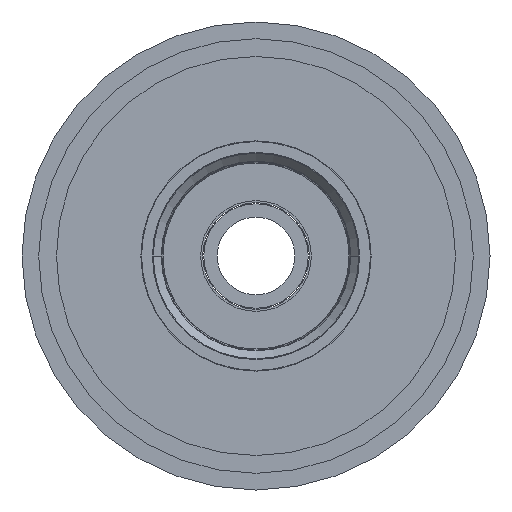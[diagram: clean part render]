
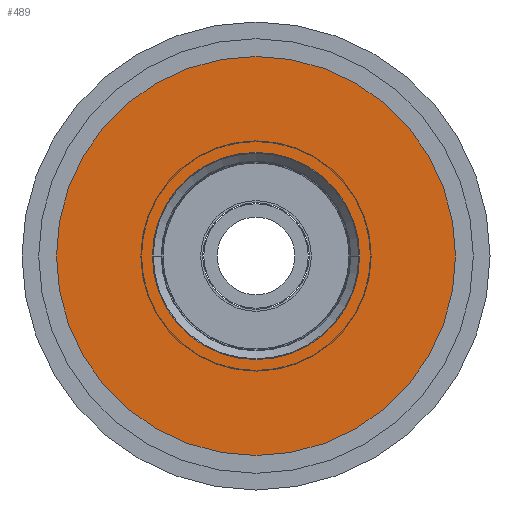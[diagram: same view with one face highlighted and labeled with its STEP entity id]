
A CAD part, front view. The second image highlights one B-rep face of the part: STEP entity #489.
In plain terms, the highlighted face is planar.
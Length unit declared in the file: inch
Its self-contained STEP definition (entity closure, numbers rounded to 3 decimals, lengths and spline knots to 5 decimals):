
#426 = VERTEX_POINT ( 'NONE', #1359 ) ;
#489 = ADVANCED_FACE ( 'NONE', ( #1527, #1526 ), #1569, .T. ) ;
#490 = EDGE_LOOP ( 'NONE', ( #491, #492 ) ) ;
#491 = ORIENTED_EDGE ( 'NONE', *, *, #817, .F. ) ;
#492 = ORIENTED_EDGE ( 'NONE', *, *, #745, .F. ) ;
#493 = EDGE_LOOP ( 'NONE', ( #494, #495 ) ) ;
#494 = ORIENTED_EDGE ( 'NONE', *, *, #650, .T. ) ;
#495 = ORIENTED_EDGE ( 'NONE', *, *, #573, .T. ) ;
#573 = EDGE_CURVE ( 'NONE', #426, #574, #1622, .T. ) ;
#574 = VERTEX_POINT ( 'NONE', #1805 ) ;
#618 = VERTEX_POINT ( 'NONE', #1694 ) ;
#650 = EDGE_CURVE ( 'NONE', #574, #426, #1845, .T. ) ;
#743 = VERTEX_POINT ( 'NONE', #1892 ) ;
#745 = EDGE_CURVE ( 'NONE', #743, #618, #1890, .T. ) ;
#817 = EDGE_CURVE ( 'NONE', #618, #743, #2075, .T. ) ;
#1359 = CARTESIAN_POINT ( 'NONE',  ( 0.4975, 0., 0.125 ) ) ;
#1430 = DIRECTION ( 'NONE',  ( 0., 0., 1. ) ) ;
#1476 = DIRECTION ( 'NONE',  ( 1., 0., 0. ) ) ;
#1526 = FACE_OUTER_BOUND ( 'NONE', #493, .T. ) ;
#1527 = FACE_BOUND ( 'NONE', #490, .T. ) ;
#1558 = DIRECTION ( 'NONE',  ( 1., 0., 0. ) ) ;
#1559 = DIRECTION ( 'NONE',  ( 0., 0., 1. ) ) ;
#1560 = CARTESIAN_POINT ( 'NONE',  ( 0., 0., 0.125 ) ) ;
#1561 = AXIS2_PLACEMENT_3D ( 'NONE', #1560, #1559, #1558 ) ;
#1569 = PLANE ( 'NONE',  #1561 ) ;
#1615 = CARTESIAN_POINT ( 'NONE',  ( 0., 0., 0.125 ) ) ;
#1616 = AXIS2_PLACEMENT_3D ( 'NONE', #1615, #1430, #1476 ) ;
#1622 = CIRCLE ( 'NONE', #1616, 0.4975 ) ;
#1694 = CARTESIAN_POINT ( 'NONE',  ( 0.248, 0., 0.125 ) ) ;
#1805 = CARTESIAN_POINT ( 'NONE',  ( -0.4975, 0., 0.125 ) ) ;
#1833 = DIRECTION ( 'NONE',  ( 1., 0., 0. ) ) ;
#1834 = DIRECTION ( 'NONE',  ( 0., 0., 1. ) ) ;
#1835 = CARTESIAN_POINT ( 'NONE',  ( 0., 0., 0.125 ) ) ;
#1836 = AXIS2_PLACEMENT_3D ( 'NONE', #1835, #1834, #1833 ) ;
#1845 = CIRCLE ( 'NONE', #1836, 0.4975 ) ;
#1886 = DIRECTION ( 'NONE',  ( 1., 0., 0. ) ) ;
#1887 = DIRECTION ( 'NONE',  ( 0., 0., 1. ) ) ;
#1888 = CARTESIAN_POINT ( 'NONE',  ( 0., 0., 0.125 ) ) ;
#1889 = AXIS2_PLACEMENT_3D ( 'NONE', #1888, #1887, #1886 ) ;
#1890 = CIRCLE ( 'NONE', #1889, 0.248 ) ;
#1892 = CARTESIAN_POINT ( 'NONE',  ( -0.248, 0., 0.125 ) ) ;
#2067 = DIRECTION ( 'NONE',  ( 1., 0., 0. ) ) ;
#2068 = DIRECTION ( 'NONE',  ( 0., 0., 1. ) ) ;
#2069 = CARTESIAN_POINT ( 'NONE',  ( 0., 0., 0.125 ) ) ;
#2070 = AXIS2_PLACEMENT_3D ( 'NONE', #2069, #2068, #2067 ) ;
#2075 = CIRCLE ( 'NONE', #2070, 0.248 ) ;
